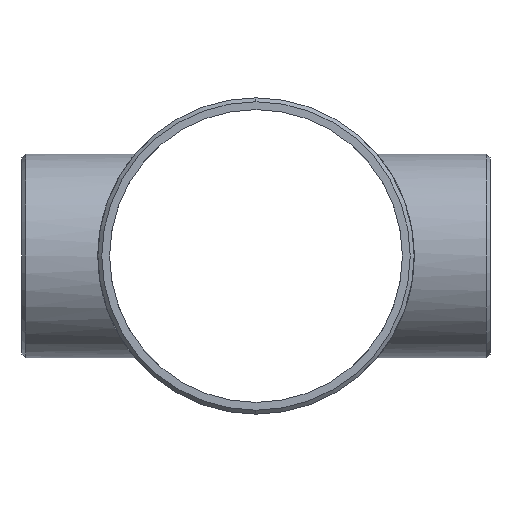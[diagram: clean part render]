
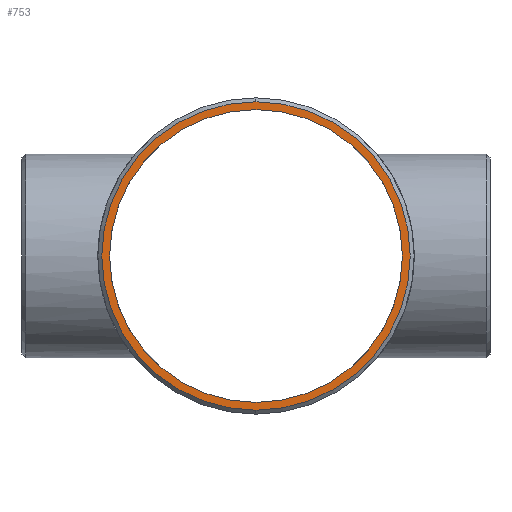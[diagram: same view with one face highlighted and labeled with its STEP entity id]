
A CAD part, left-side view. The second image highlights one B-rep face of the part: STEP entity #753.
In plain terms, the highlighted planar face has unit normal (-1, 0, 0).
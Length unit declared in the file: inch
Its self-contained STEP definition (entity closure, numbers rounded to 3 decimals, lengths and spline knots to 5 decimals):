
#28 = CIRCLE ( 'NONE', #1259, 4.20517 ) ;
#66 = ORIENTED_EDGE ( 'NONE', *, *, #461, .T. ) ;
#127 = EDGE_LOOP ( 'NONE', ( #1053, #361 ) ) ;
#135 = CARTESIAN_POINT ( 'NONE',  ( -7., 0., 0. ) ) ;
#167 = EDGE_LOOP ( 'NONE', ( #66, #185 ) ) ;
#185 = ORIENTED_EDGE ( 'NONE', *, *, #201, .T. ) ;
#201 = EDGE_CURVE ( 'NONE', #1264, #840, #28, .T. ) ;
#242 = CIRCLE ( 'NONE', #801, 3.9905 ) ;
#361 = ORIENTED_EDGE ( 'NONE', *, *, #1052, .T. ) ;
#389 = DIRECTION ( 'NONE',  ( 0., 0., 1. ) ) ;
#431 = DIRECTION ( 'NONE',  ( 1., 0., 0. ) ) ;
#461 = EDGE_CURVE ( 'NONE', #840, #1264, #953, .T. ) ;
#485 = FACE_OUTER_BOUND ( 'NONE', #167, .T. ) ;
#553 = AXIS2_PLACEMENT_3D ( 'NONE', #1115, #949, #740 ) ;
#568 = VERTEX_POINT ( 'NONE', #773 ) ;
#629 = CARTESIAN_POINT ( 'NONE',  ( -7., 0., 0. ) ) ;
#686 = PLANE ( 'NONE',  #553 ) ;
#698 = CARTESIAN_POINT ( 'NONE',  ( -7., 0., 0. ) ) ;
#701 = DIRECTION ( 'NONE',  ( 1., 0., 0. ) ) ;
#726 = CARTESIAN_POINT ( 'NONE',  ( -7., 0., 0. ) ) ;
#732 = CIRCLE ( 'NONE', #1087, 3.9905 ) ;
#740 = DIRECTION ( 'NONE',  ( 0., 0., -1. ) ) ;
#753 = ADVANCED_FACE ( 'NONE', ( #485, #793 ), #686, .T. ) ;
#773 = CARTESIAN_POINT ( 'NONE',  ( -7., 0., -3.9905 ) ) ;
#792 = CARTESIAN_POINT ( 'NONE',  ( -7., 0., 4.20517 ) ) ;
#793 = FACE_BOUND ( 'NONE', #127, .T. ) ;
#801 = AXIS2_PLACEMENT_3D ( 'NONE', #726, #701, #920 ) ;
#821 = EDGE_CURVE ( 'NONE', #1240, #568, #732, .T. ) ;
#840 = VERTEX_POINT ( 'NONE', #1060 ) ;
#920 = DIRECTION ( 'NONE',  ( 0., 0., 1. ) ) ;
#941 = DIRECTION ( 'NONE',  ( 0., 0., 1. ) ) ;
#949 = DIRECTION ( 'NONE',  ( -1., 0., 0. ) ) ;
#953 = CIRCLE ( 'NONE', #1154, 4.20517 ) ;
#1002 = CARTESIAN_POINT ( 'NONE',  ( -7., 0., 3.9905 ) ) ;
#1004 = DIRECTION ( 'NONE',  ( -1., 0., 0. ) ) ;
#1052 = EDGE_CURVE ( 'NONE', #568, #1240, #242, .T. ) ;
#1053 = ORIENTED_EDGE ( 'NONE', *, *, #821, .T. ) ;
#1054 = DIRECTION ( 'NONE',  ( -1., 0., 0. ) ) ;
#1060 = CARTESIAN_POINT ( 'NONE',  ( -7., 0., -4.20517 ) ) ;
#1087 = AXIS2_PLACEMENT_3D ( 'NONE', #135, #431, #1271 ) ;
#1115 = CARTESIAN_POINT ( 'NONE',  ( -7., 0., 0. ) ) ;
#1154 = AXIS2_PLACEMENT_3D ( 'NONE', #629, #1054, #941 ) ;
#1240 = VERTEX_POINT ( 'NONE', #1002 ) ;
#1259 = AXIS2_PLACEMENT_3D ( 'NONE', #698, #1004, #389 ) ;
#1264 = VERTEX_POINT ( 'NONE', #792 ) ;
#1271 = DIRECTION ( 'NONE',  ( 0., 0., 1. ) ) ;
